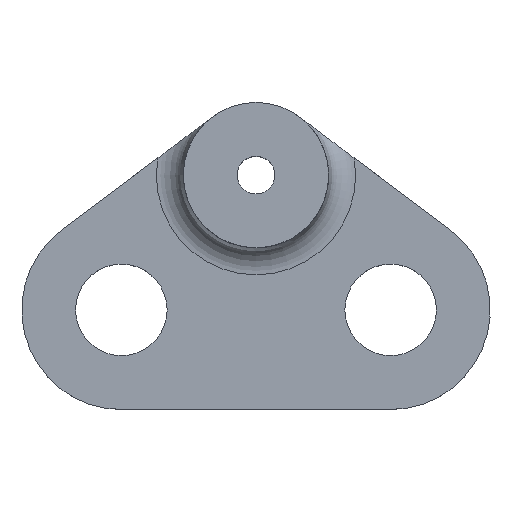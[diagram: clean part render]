
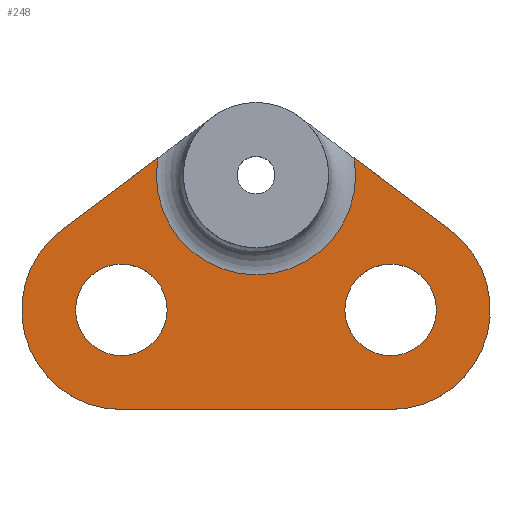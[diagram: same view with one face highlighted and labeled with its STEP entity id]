
A CAD part, top view. The second image highlights one B-rep face of the part: STEP entity #248.
In plain terms, the highlighted planar face has unit normal (0, 0, 1).
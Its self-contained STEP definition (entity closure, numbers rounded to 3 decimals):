
#19=FACE_BOUND('',#95,.T.);
#20=FACE_BOUND('',#96,.T.);
#26=PLANE('',#299);
#37=LINE('',#438,#53);
#40=LINE('',#445,#56);
#41=LINE('',#448,#57);
#53=VECTOR('',#354,10.);
#56=VECTOR('',#363,10.);
#57=VECTOR('',#366,10.);
#77=FACE_OUTER_BOUND('',#94,.T.);
#94=EDGE_LOOP('',(#227,#228,#229,#230,#231,#232));
#95=EDGE_LOOP('',(#233));
#96=EDGE_LOOP('',(#234));
#99=CIRCLE('',#275,3.7);
#108=CIRCLE('',#288,1.7);
#109=CIRCLE('',#291,1.7);
#110=CIRCLE('',#294,3.7);
#111=CIRCLE('',#298,3.7);
#114=VERTEX_POINT('',#376);
#118=VERTEX_POINT('',#388);
#130=VERTEX_POINT('',#425);
#131=VERTEX_POINT('',#431);
#132=VERTEX_POINT('',#435);
#133=VERTEX_POINT('',#437);
#134=VERTEX_POINT('',#441);
#135=VERTEX_POINT('',#447);
#140=EDGE_CURVE('',#118,#114,#99,.T.);
#155=EDGE_CURVE('',#130,#130,#108,.T.);
#158=EDGE_CURVE('',#131,#131,#109,.T.);
#161=EDGE_CURVE('',#133,#132,#37,.T.);
#163=EDGE_CURVE('',#134,#133,#110,.T.);
#165=EDGE_CURVE('',#118,#134,#40,.T.);
#166=EDGE_CURVE('',#135,#114,#41,.T.);
#168=EDGE_CURVE('',#132,#135,#111,.T.);
#227=ORIENTED_EDGE('',*,*,#140,.F.);
#228=ORIENTED_EDGE('',*,*,#165,.T.);
#229=ORIENTED_EDGE('',*,*,#163,.T.);
#230=ORIENTED_EDGE('',*,*,#161,.T.);
#231=ORIENTED_EDGE('',*,*,#168,.T.);
#232=ORIENTED_EDGE('',*,*,#166,.T.);
#233=ORIENTED_EDGE('',*,*,#158,.T.);
#234=ORIENTED_EDGE('',*,*,#155,.T.);
#248=ADVANCED_FACE('',(#77,#19,#20),#26,.T.);
#275=AXIS2_PLACEMENT_3D('',#395,#308,#309);
#288=AXIS2_PLACEMENT_3D('',#426,#340,#341);
#291=AXIS2_PLACEMENT_3D('',#432,#348,#349);
#294=AXIS2_PLACEMENT_3D('',#442,#358,#359);
#298=AXIS2_PLACEMENT_3D('',#451,#370,#371);
#299=AXIS2_PLACEMENT_3D('',#452,#372,#373);
#308=DIRECTION('center_axis',(0.,0.,1.));
#309=DIRECTION('ref_axis',(0.,-1.,0.));
#340=DIRECTION('center_axis',(0.,0.,-1.));
#341=DIRECTION('ref_axis',(-1.,0.,0.));
#348=DIRECTION('center_axis',(0.,0.,-1.));
#349=DIRECTION('ref_axis',(-1.,0.,0.));
#354=DIRECTION('',(1.,0.,0.));
#358=DIRECTION('center_axis',(0.,0.,1.));
#359=DIRECTION('ref_axis',(1.,0.,0.));
#363=DIRECTION('',(-0.8,-0.6,0.));
#366=DIRECTION('',(-0.8,0.6,0.));
#370=DIRECTION('center_axis',(0.,0.,1.));
#371=DIRECTION('ref_axis',(1.,0.,0.));
#372=DIRECTION('center_axis',(0.,0.,1.));
#373=DIRECTION('ref_axis',(1.,0.,0.));
#376=CARTESIAN_POINT('',(3.644,-33.008,2.));
#388=CARTESIAN_POINT('',(-3.644,-33.008,2.));
#395=CARTESIAN_POINT('Origin',(0.,-33.65,2.));
#425=CARTESIAN_POINT('',(6.7,-38.65,2.));
#426=CARTESIAN_POINT('Origin',(5.,-38.65,2.));
#431=CARTESIAN_POINT('',(-3.3,-38.65,2.));
#432=CARTESIAN_POINT('Origin',(-5.,-38.65,2.));
#435=CARTESIAN_POINT('',(5.,-42.35,2.));
#437=CARTESIAN_POINT('',(-5.,-42.35,2.));
#438=CARTESIAN_POINT('',(-5.,-42.35,2.));
#441=CARTESIAN_POINT('',(-7.22,-35.69,2.));
#442=CARTESIAN_POINT('Origin',(-5.,-38.65,2.));
#445=CARTESIAN_POINT('',(-0.7,-30.8,2.));
#447=CARTESIAN_POINT('',(7.22,-35.69,2.));
#448=CARTESIAN_POINT('',(7.22,-35.69,2.));
#451=CARTESIAN_POINT('Origin',(5.,-38.65,2.));
#452=CARTESIAN_POINT('Origin',(0.,-36.65,2.));
